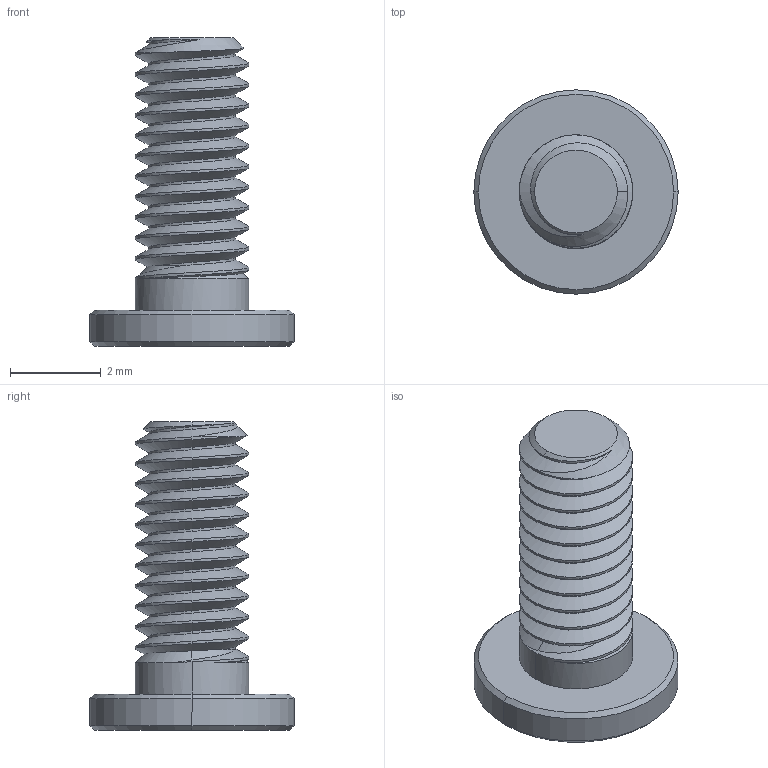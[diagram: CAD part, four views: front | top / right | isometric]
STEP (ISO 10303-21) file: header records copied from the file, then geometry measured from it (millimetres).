
FILE_DESCRIPTION (( 'STEP AP203' ), '1' );
FILE_NAME ('90358A111_Ultra-Low-Profile Socket Head Screw.STEP', '2022-05-09T20:32:14', ( 'Administrator' ), ( 'Managed by Terraform' ), 'SwSTEP 2.0', 'SolidWorks 2017', '' );
FILE_SCHEMA (( 'CONFIG_CONTROL_DESIGN' ));
Length unit declared in the file: millimetre
Products named in the file (1): 90358A111_Ultra-Low-Profile Socket Head Screw
Bounding box: 4.5 x 4.5 x 6.8 mm (x, y, z)
Volume: 35.2 mm3; surface area: 111.1 mm2
Topology: 1 solids, 1 shells, 77 faces, 201 edges, 128 vertices
Faces by surface type: cylinder 49, cone 16, plane 10, bspline 2
Entity records: 3646 total; most frequent: CARTESIAN_POINT 1977, ORIENTED_EDGE 402, DIRECTION 269, EDGE_CURVE 201, VERTEX_POINT 128, AXIS2_PLACEMENT_3D 100, EDGE_LOOP 79, ADVANCED_FACE 77
